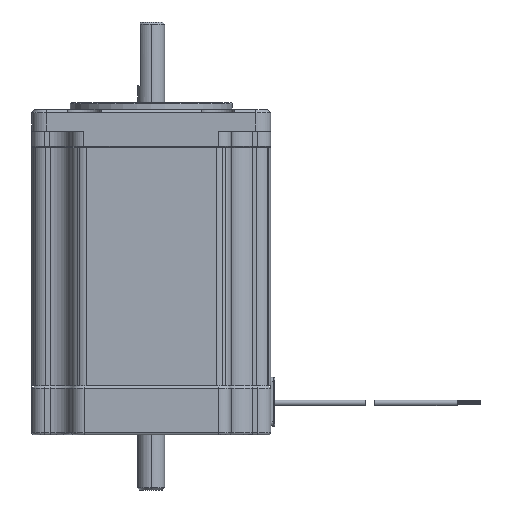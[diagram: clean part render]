
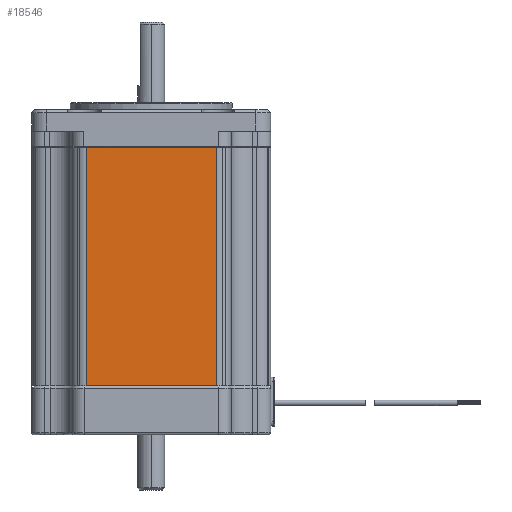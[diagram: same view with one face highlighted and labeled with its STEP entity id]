
A CAD part, left-side view. The second image highlights one B-rep face of the part: STEP entity #18546.
In plain terms, the highlighted planar face has unit normal (-1, 0, 0).
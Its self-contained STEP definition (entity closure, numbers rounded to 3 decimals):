
#326=DIRECTION('',(0.,-1.,0.));
#327=VECTOR('',#326,30.617);
#328=CARTESIAN_POINT('',(-28.1,15.308,0.));
#329=LINE('',#328,#327);
#2711=DIRECTION('',(0.,-1.,0.));
#2712=VECTOR('',#2711,30.617);
#2713=CARTESIAN_POINT('',(-28.1,15.308,56.));
#2714=LINE('',#2713,#2712);
#7007=DIRECTION('',(0.,0.,-1.));
#7008=VECTOR('',#7007,56.);
#7009=CARTESIAN_POINT('',(-28.1,15.308,56.));
#7010=LINE('',#7009,#7008);
#7011=DIRECTION('',(0.,0.,-1.));
#7012=VECTOR('',#7011,56.);
#7013=CARTESIAN_POINT('',(-28.1,-15.308,56.));
#7014=LINE('',#7013,#7012);
#8703=CARTESIAN_POINT('',(-28.1,15.308,0.));
#8705=VERTEX_POINT('',#8703);
#8709=CARTESIAN_POINT('',(-28.1,15.308,56.));
#8710=VERTEX_POINT('',#8709);
#8736=CARTESIAN_POINT('',(-28.1,-15.308,0.));
#8738=VERTEX_POINT('',#8736);
#8739=CARTESIAN_POINT('',(-28.1,-15.308,56.));
#8740=VERTEX_POINT('',#8739);
#18534=CARTESIAN_POINT('',(-28.1,16.129,0.));
#18535=DIRECTION('',(-1.,0.,0.));
#18536=DIRECTION('',(0.,-1.,0.));
#18537=AXIS2_PLACEMENT_3D('',#18534,#18535,#18536);
#18538=PLANE('',#18537);
#18539=ORIENTED_EDGE('',*,*,#18529,.F.);
#18540=ORIENTED_EDGE('',*,*,#10820,.T.);
#18542=ORIENTED_EDGE('',*,*,#18541,.T.);
#18543=ORIENTED_EDGE('',*,*,#9658,.F.);
#18544=EDGE_LOOP('',(#18539,#18540,#18542,#18543));
#18545=FACE_OUTER_BOUND('',#18544,.F.);
#18546=ADVANCED_FACE('',(#18545),#18538,.T.);
#9658=EDGE_CURVE('',#8705,#8738,#329,.T.);
#10820=EDGE_CURVE('',#8710,#8740,#2714,.T.);
#18529=EDGE_CURVE('',#8710,#8705,#7010,.T.);
#18541=EDGE_CURVE('',#8740,#8738,#7014,.T.);
